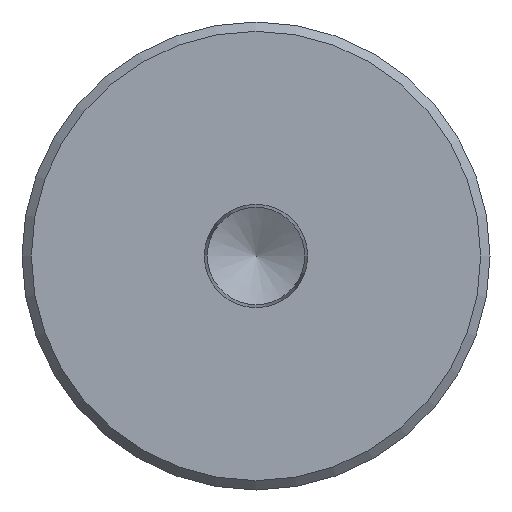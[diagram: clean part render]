
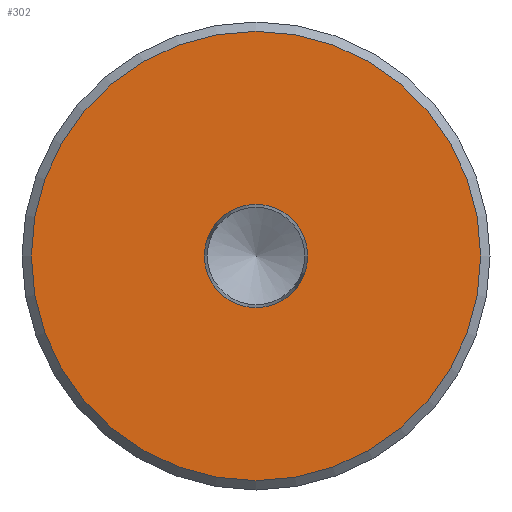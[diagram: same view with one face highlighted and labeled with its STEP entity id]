
A CAD part, front view. The second image highlights one B-rep face of the part: STEP entity #302.
In plain terms, the highlighted planar face has unit normal (0, -1, 0).
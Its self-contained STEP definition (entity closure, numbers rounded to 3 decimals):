
#21=FACE_BOUND('',#56,.T.);
#25=PLANE('',#358);
#38=FACE_OUTER_BOUND('',#55,.T.);
#55=EDGE_LOOP('',(#246,#247));
#56=EDGE_LOOP('',(#248,#249));
#102=CIRCLE('',#356,2.761);
#103=CIRCLE('',#357,2.761);
#104=CIRCLE('',#359,12.);
#105=CIRCLE('',#360,12.);
#137=VERTEX_POINT('',#545);
#138=VERTEX_POINT('',#547);
#139=VERTEX_POINT('',#551);
#140=VERTEX_POINT('',#552);
#177=EDGE_CURVE('',#138,#137,#102,.T.);
#178=EDGE_CURVE('',#137,#138,#103,.T.);
#179=EDGE_CURVE('',#139,#140,#104,.T.);
#180=EDGE_CURVE('',#140,#139,#105,.T.);
#246=ORIENTED_EDGE('',*,*,#179,.F.);
#247=ORIENTED_EDGE('',*,*,#180,.F.);
#248=ORIENTED_EDGE('',*,*,#177,.T.);
#249=ORIENTED_EDGE('',*,*,#178,.T.);
#302=ADVANCED_FACE('',(#38,#21),#25,.T.);
#356=AXIS2_PLACEMENT_3D('',#548,#442,#443);
#357=AXIS2_PLACEMENT_3D('',#549,#444,#445);
#358=AXIS2_PLACEMENT_3D('',#550,#446,#447);
#359=AXIS2_PLACEMENT_3D('',#553,#448,#449);
#360=AXIS2_PLACEMENT_3D('',#554,#450,#451);
#442=DIRECTION('center_axis',(0.,1.,0.));
#443=DIRECTION('ref_axis',(-1.,0.,0.));
#444=DIRECTION('center_axis',(0.,1.,0.));
#445=DIRECTION('ref_axis',(-1.,0.,0.));
#446=DIRECTION('center_axis',(0.,-1.,0.));
#447=DIRECTION('ref_axis',(0.,0.,1.));
#448=DIRECTION('center_axis',(0.,1.,0.));
#449=DIRECTION('ref_axis',(-1.,0.,0.));
#450=DIRECTION('center_axis',(0.,1.,0.));
#451=DIRECTION('ref_axis',(-1.,0.,0.));
#545=CARTESIAN_POINT('',(2.761,-8.621,0.));
#547=CARTESIAN_POINT('',(-2.761,-8.621,0.));
#548=CARTESIAN_POINT('Origin',(0.,-8.621,0.));
#549=CARTESIAN_POINT('Origin',(0.,-8.621,0.));
#550=CARTESIAN_POINT('Origin',(-7.38,-8.621,0.));
#551=CARTESIAN_POINT('',(-12.,-8.621,0.));
#552=CARTESIAN_POINT('',(12.,-8.621,0.));
#553=CARTESIAN_POINT('Origin',(0.,-8.621,0.));
#554=CARTESIAN_POINT('Origin',(0.,-8.621,0.));
